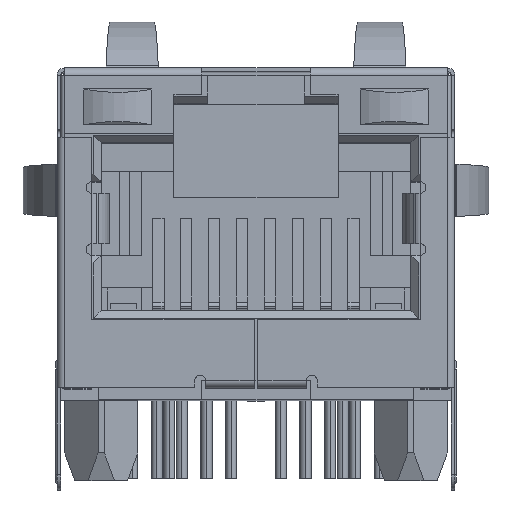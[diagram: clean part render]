
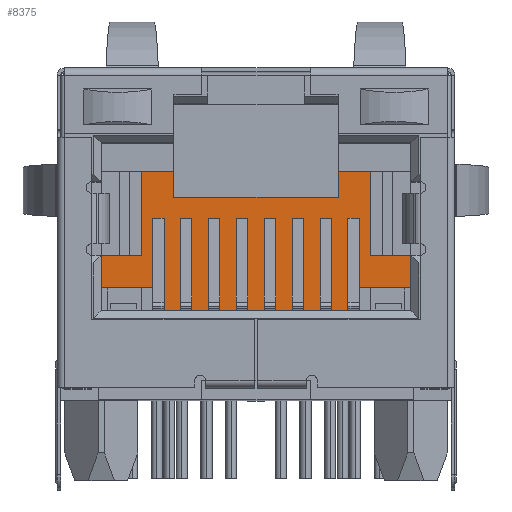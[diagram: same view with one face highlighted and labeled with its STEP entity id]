
A CAD part, top view. The second image highlights one B-rep face of the part: STEP entity #8375.
In plain terms, the highlighted planar face has unit normal (0, 0, 1).
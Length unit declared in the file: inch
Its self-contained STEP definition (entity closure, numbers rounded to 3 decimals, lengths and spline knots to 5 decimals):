
#425 = LINE ( 'NONE', #27624, #11987 ) ;
#662 = DIRECTION ( 'NONE',  ( 1., 0., 0. ) ) ;
#764 = PLANE ( 'NONE',  #26155 ) ;
#1328 = CARTESIAN_POINT ( 'NONE',  ( 0., 0., 0.209 ) ) ;
#1361 = VECTOR ( 'NONE', #7153, 39.37008 ) ;
#1392 = VECTOR ( 'NONE', #20475, 39.37008 ) ;
#1416 = VERTEX_POINT ( 'NONE', #5538 ) ;
#1564 = DIRECTION ( 'NONE',  ( 0., 0., 1. ) ) ;
#1695 = VECTOR ( 'NONE', #17494, 39.37008 ) ;
#1736 = EDGE_CURVE ( 'NONE', #22718, #17227, #18686, .T. ) ;
#1879 = VERTEX_POINT ( 'NONE', #12026 ) ;
#2154 = EDGE_CURVE ( 'NONE', #28081, #10145, #25784, .T. ) ;
#2445 = LINE ( 'NONE', #7382, #1392 ) ;
#2619 = VECTOR ( 'NONE', #19351, 39.37008 ) ;
#2651 = LINE ( 'NONE', #16018, #3711 ) ;
#3232 = CARTESIAN_POINT ( 'NONE',  ( 0., 0.144, 0.209 ) ) ;
#3448 = LINE ( 'NONE', #5319, #1361 ) ;
#3659 = EDGE_CURVE ( 'NONE', #5373, #22718, #16530, .T. ) ;
#3711 = VECTOR ( 'NONE', #27002, 39.37008 ) ;
#3774 = CARTESIAN_POINT ( 'NONE',  ( 0.185, 0.37, 0.209 ) ) ;
#3851 = VECTOR ( 'NONE', #9680, 39.37008 ) ;
#4268 = LINE ( 'NONE', #10773, #26619 ) ;
#4750 = LINE ( 'NONE', #15515, #10186 ) ;
#5056 = DIRECTION ( 'NONE',  ( -1., 0., 0. ) ) ;
#5076 = CARTESIAN_POINT ( 'NONE',  ( -0.1665, 0.1815, 0.209 ) ) ;
#5190 = LINE ( 'NONE', #15582, #13672 ) ;
#5319 = CARTESIAN_POINT ( 'NONE',  ( 0.25, 0., 0.209 ) ) ;
#5373 = VERTEX_POINT ( 'NONE', #6909 ) ;
#5538 = CARTESIAN_POINT ( 'NONE',  ( 0.25, 0.1815, 0.209 ) ) ;
#5587 = VERTEX_POINT ( 'NONE', #16250 ) ;
#5810 = CARTESIAN_POINT ( 'NONE',  ( -0.1325, 0., 0.209 ) ) ;
#6471 = CARTESIAN_POINT ( 'NONE',  ( 0., 0.328, 0.209 ) ) ;
#6643 = CARTESIAN_POINT ( 'NONE',  ( -0.25, 0.23375, 0.209 ) ) ;
#6909 = CARTESIAN_POINT ( 'NONE',  ( -0.1665, 0.144, 0.209 ) ) ;
#7004 = ORIENTED_EDGE ( 'NONE', *, *, #18708, .F. ) ;
#7153 = DIRECTION ( 'NONE',  ( 0., 1., 0. ) ) ;
#7382 = CARTESIAN_POINT ( 'NONE',  ( 0.25, 0.23375, 0.209 ) ) ;
#7407 = CARTESIAN_POINT ( 'NONE',  ( 0.185, 0.23375, 0.209 ) ) ;
#7658 = ORIENTED_EDGE ( 'NONE', *, *, #17239, .F. ) ;
#7697 = LINE ( 'NONE', #5810, #2619 ) ;
#8013 = ORIENTED_EDGE ( 'NONE', *, *, #2154, .F. ) ;
#8068 = VERTEX_POINT ( 'NONE', #6643 ) ;
#8145 = CARTESIAN_POINT ( 'NONE',  ( -0.1325, 0.328, 0.209 ) ) ;
#8375 = ADVANCED_FACE ( 'NONE', ( #8413 ), #764, .T. ) ;
#8413 = FACE_OUTER_BOUND ( 'NONE', #11491, .T. ) ;
#8634 = EDGE_CURVE ( 'NONE', #8068, #11243, #24614, .T. ) ;
#8802 = CARTESIAN_POINT ( 'NONE',  ( 0.185, 0.37, 0.209 ) ) ;
#9119 = VECTOR ( 'NONE', #27217, 39.37008 ) ;
#9170 = ORIENTED_EDGE ( 'NONE', *, *, #13105, .F. ) ;
#9680 = DIRECTION ( 'NONE',  ( 1., 0., 0. ) ) ;
#10145 = VERTEX_POINT ( 'NONE', #7407 ) ;
#10186 = VECTOR ( 'NONE', #19493, 39.37008 ) ;
#10352 = ORIENTED_EDGE ( 'NONE', *, *, #8634, .F. ) ;
#10595 = DIRECTION ( 'NONE',  ( 0., 1., 0. ) ) ;
#10773 = CARTESIAN_POINT ( 'NONE',  ( 0.1325, 0., 0.209 ) ) ;
#10787 = VECTOR ( 'NONE', #26328, 39.37008 ) ;
#11243 = VERTEX_POINT ( 'NONE', #22504 ) ;
#11491 = EDGE_LOOP ( 'NONE', ( #14088, #15147, #16524, #11834, #18614, #22551, #7004, #8013, #23619, #7658, #28086, #9170, #28084, #13833, #10352, #25878 ) ) ;
#11834 = ORIENTED_EDGE ( 'NONE', *, *, #18915, .F. ) ;
#11987 = VECTOR ( 'NONE', #14627, 39.37008 ) ;
#12026 = CARTESIAN_POINT ( 'NONE',  ( 0.1665, 0.1815, 0.209 ) ) ;
#12134 = CARTESIAN_POINT ( 'NONE',  ( 0.1325, 0.37, 0.209 ) ) ;
#12342 = EDGE_CURVE ( 'NONE', #5587, #22805, #4750, .T. ) ;
#12400 = DIRECTION ( 'NONE',  ( 0., -1., 0. ) ) ;
#12938 = VECTOR ( 'NONE', #5056, 39.37008 ) ;
#13057 = VECTOR ( 'NONE', #19514, 39.37008 ) ;
#13059 = CARTESIAN_POINT ( 'NONE',  ( -0.1665, 0.144, 0.209 ) ) ;
#13105 = EDGE_CURVE ( 'NONE', #22805, #27425, #7697, .T. ) ;
#13271 = VECTOR ( 'NONE', #12400, 39.37008 ) ;
#13672 = VECTOR ( 'NONE', #662, 39.37008 ) ;
#13833 = ORIENTED_EDGE ( 'NONE', *, *, #25319, .F. ) ;
#14088 = ORIENTED_EDGE ( 'NONE', *, *, #1736, .F. ) ;
#14561 = CARTESIAN_POINT ( 'NONE',  ( -0.25, 0.1815, 0.209 ) ) ;
#14627 = DIRECTION ( 'NONE',  ( -1., 0., 0. ) ) ;
#14753 = CARTESIAN_POINT ( 'NONE',  ( 0.1665, 0.144, 0.209 ) ) ;
#14848 = EDGE_CURVE ( 'NONE', #8068, #17227, #2651, .T. ) ;
#14854 = LINE ( 'NONE', #20583, #9119 ) ;
#14871 = CARTESIAN_POINT ( 'NONE',  ( -0.25, 0.23375, 0.209 ) ) ;
#15062 = LINE ( 'NONE', #6471, #17779 ) ;
#15147 = ORIENTED_EDGE ( 'NONE', *, *, #3659, .F. ) ;
#15515 = CARTESIAN_POINT ( 'NONE',  ( 0., 0.37, 0.209 ) ) ;
#15582 = CARTESIAN_POINT ( 'NONE',  ( 0., 0.37, 0.209 ) ) ;
#15988 = LINE ( 'NONE', #14753, #13271 ) ;
#16018 = CARTESIAN_POINT ( 'NONE',  ( -0.25, 0., 0.209 ) ) ;
#16250 = CARTESIAN_POINT ( 'NONE',  ( -0.185, 0.37, 0.209 ) ) ;
#16524 = ORIENTED_EDGE ( 'NONE', *, *, #18233, .T. ) ;
#16530 = LINE ( 'NONE', #13059, #10787 ) ;
#17227 = VERTEX_POINT ( 'NONE', #14561 ) ;
#17239 = EDGE_CURVE ( 'NONE', #27407, #18242, #4268, .T. ) ;
#17494 = DIRECTION ( 'NONE',  ( 0., -1., 0. ) ) ;
#17779 = VECTOR ( 'NONE', #24121, 39.37008 ) ;
#17793 = EDGE_CURVE ( 'NONE', #1416, #1879, #425, .T. ) ;
#18066 = LINE ( 'NONE', #3232, #3851 ) ;
#18233 = EDGE_CURVE ( 'NONE', #5373, #18927, #18066, .T. ) ;
#18242 = VERTEX_POINT ( 'NONE', #12134 ) ;
#18279 = CARTESIAN_POINT ( 'NONE',  ( 0.25, 0.23375, 0.209 ) ) ;
#18298 = CARTESIAN_POINT ( 'NONE',  ( -0.1325, 0.37, 0.209 ) ) ;
#18614 = ORIENTED_EDGE ( 'NONE', *, *, #17793, .F. ) ;
#18686 = LINE ( 'NONE', #22380, #12938 ) ;
#18708 = EDGE_CURVE ( 'NONE', #10145, #21702, #2445, .T. ) ;
#18915 = EDGE_CURVE ( 'NONE', #1879, #18927, #15988, .T. ) ;
#18927 = VERTEX_POINT ( 'NONE', #23214 ) ;
#19129 = EDGE_CURVE ( 'NONE', #1416, #21702, #3448, .T. ) ;
#19351 = DIRECTION ( 'NONE',  ( 0., -1., 0. ) ) ;
#19493 = DIRECTION ( 'NONE',  ( 1., 0., 0. ) ) ;
#19514 = DIRECTION ( 'NONE',  ( 1., 0., 0. ) ) ;
#20475 = DIRECTION ( 'NONE',  ( 1., 0., 0. ) ) ;
#20583 = CARTESIAN_POINT ( 'NONE',  ( -0.185, 0.37, 0.209 ) ) ;
#20782 = CARTESIAN_POINT ( 'NONE',  ( 0.1325, 0.328, 0.209 ) ) ;
#21248 = DIRECTION ( 'NONE',  ( 1., 0., 0. ) ) ;
#21467 = EDGE_CURVE ( 'NONE', #27425, #27407, #15062, .T. ) ;
#21702 = VERTEX_POINT ( 'NONE', #18279 ) ;
#22380 = CARTESIAN_POINT ( 'NONE',  ( -0.25, 0.1815, 0.209 ) ) ;
#22504 = CARTESIAN_POINT ( 'NONE',  ( -0.185, 0.23375, 0.209 ) ) ;
#22551 = ORIENTED_EDGE ( 'NONE', *, *, #19129, .T. ) ;
#22658 = EDGE_CURVE ( 'NONE', #18242, #28081, #5190, .T. ) ;
#22718 = VERTEX_POINT ( 'NONE', #5076 ) ;
#22805 = VERTEX_POINT ( 'NONE', #18298 ) ;
#23214 = CARTESIAN_POINT ( 'NONE',  ( 0.1665, 0.144, 0.209 ) ) ;
#23619 = ORIENTED_EDGE ( 'NONE', *, *, #22658, .F. ) ;
#24121 = DIRECTION ( 'NONE',  ( 1., 0., 0. ) ) ;
#24614 = LINE ( 'NONE', #14871, #13057 ) ;
#25319 = EDGE_CURVE ( 'NONE', #11243, #5587, #14854, .T. ) ;
#25784 = LINE ( 'NONE', #8802, #1695 ) ;
#25878 = ORIENTED_EDGE ( 'NONE', *, *, #14848, .T. ) ;
#26155 = AXIS2_PLACEMENT_3D ( 'NONE', #1328, #1564, #21248 ) ;
#26328 = DIRECTION ( 'NONE',  ( 0., 1., 0. ) ) ;
#26619 = VECTOR ( 'NONE', #10595, 39.37008 ) ;
#27002 = DIRECTION ( 'NONE',  ( 0., -1., 0. ) ) ;
#27217 = DIRECTION ( 'NONE',  ( 0., 1., 0. ) ) ;
#27407 = VERTEX_POINT ( 'NONE', #20782 ) ;
#27425 = VERTEX_POINT ( 'NONE', #8145 ) ;
#27624 = CARTESIAN_POINT ( 'NONE',  ( 0.25, 0.1815, 0.209 ) ) ;
#28081 = VERTEX_POINT ( 'NONE', #3774 ) ;
#28084 = ORIENTED_EDGE ( 'NONE', *, *, #12342, .F. ) ;
#28086 = ORIENTED_EDGE ( 'NONE', *, *, #21467, .F. ) ;
